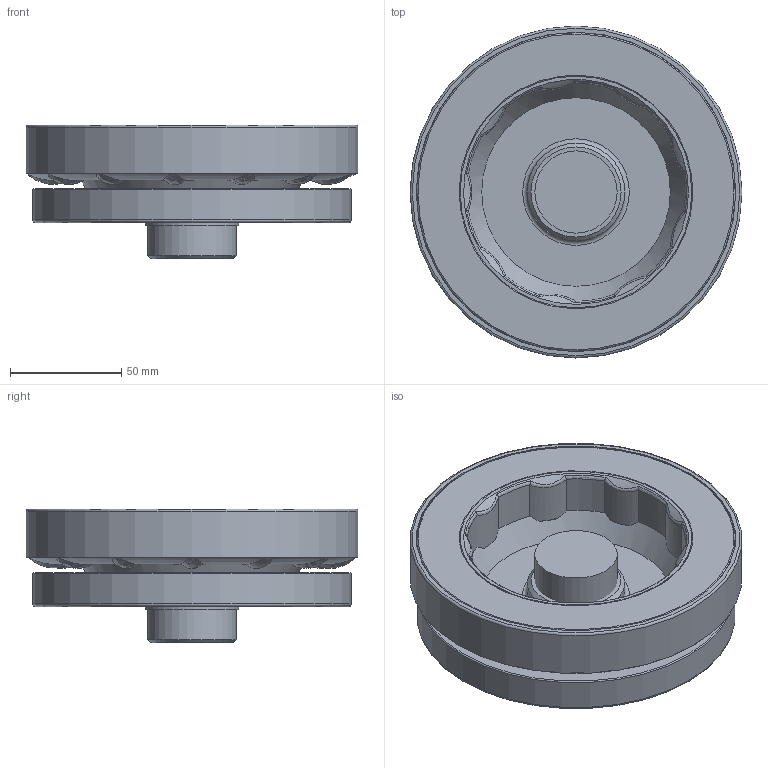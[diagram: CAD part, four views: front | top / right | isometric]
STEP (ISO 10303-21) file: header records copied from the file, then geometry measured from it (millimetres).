
FILE_DESCRIPTION( ( 'Unknown' ), '1' );
FILE_NAME( '6368015_PDA150.stp', 'Unknown', ( 'Unknown' ), ( 'Unknown' ), 'XStep 1.0', 'Unknown', ' ' );
FILE_SCHEMA( ( 'CONFIG_CONTROL_DESIGN' ) );
Length unit declared in the file: millimetre
Products named in the file (4): Assem1; Anello_PDA150; 1831160; PDA150
Bounding box: 149.19 x 149.19 x 60.15 mm (x, y, z)
Volume: 480564.7 mm3; surface area: 240298.3 mm2
Topology: 6 solids, 6 shells, 846 faces, 2372 edges, 1556 vertices
Faces by surface type: plane 542, cylinder 136, cone 66, torus 58, bspline 44
Full cylindrical faces by diameter (mm): 5.5 x2, 6 x2, 7.708 x2, 11.12 x2, 36 x2, 37 x4, 40 x2, 42 x4, 43.9 x2, 46 x2, 104 x2, 104.127 x2, 108.78 x2, 138.32 x2, 143.1 x2, 143.598 x2, 149.185 x2
Entity records: 16693 total; most frequent: CARTESIAN_POINT 5972, ORIENTED_EDGE 2274, DIRECTION 2068, EDGE_CURVE 1137, VERTEX_POINT 766, LINE 700, VECTOR 700, AXIS2_PLACEMENT_3D 684
